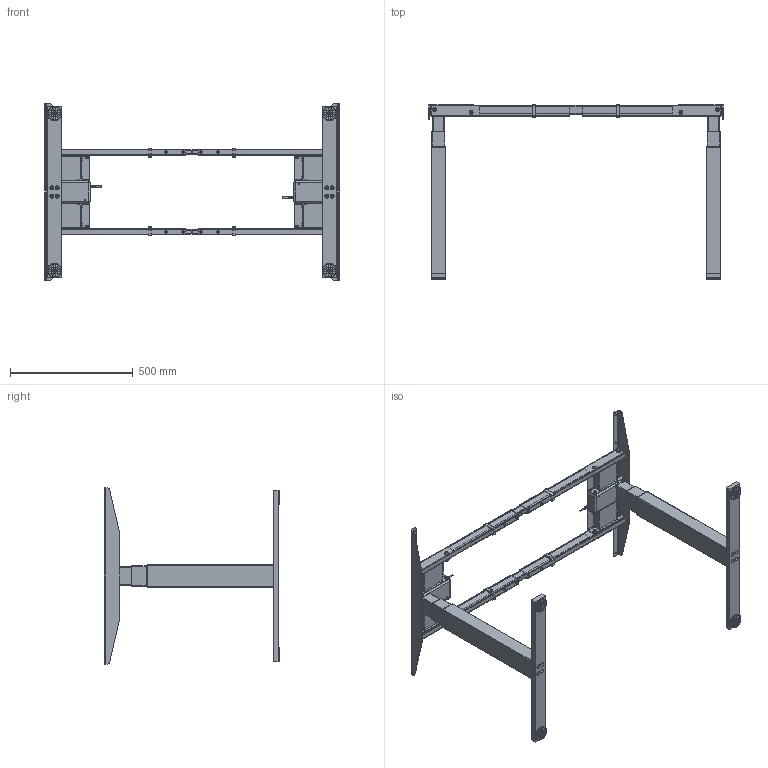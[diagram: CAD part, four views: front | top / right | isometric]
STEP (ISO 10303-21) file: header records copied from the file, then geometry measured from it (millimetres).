
FILE_DESCRIPTION (( 'STEP AP203' ), '1' );
FILE_NAME ('C-2 Konf. 2.0_CL23RKxxxxxxx_Fl115 Std ramrör 45x25, fot 700.STEP', '2019-01-04T06:46:28', ( '' ), ( '' ), 'SwSTEP 2.0', 'SolidWorks 2015', '' );
FILE_SCHEMA (( 'CONFIG_CONTROL_DESIGN' ));
Products named in the file (1): C-2 Konf. 2.0_CL23RKxxxxxxx_Fl115 Std ramrör 45x25, fot 700
Bounding box: 1200 x 716.1 x 720 mm (x, y, z)
Surface area: 2062409.9 mm2 (no closed solid volume)
Topology: 0 solids, 249 shells, 1529 faces, 7344 edges, 5992 vertices
Faces by surface type: plane 633, cylinder 552, cone 196, torus 102, bspline 38, sphere 8
Entity records: 79001 total; most frequent: CARTESIAN_POINT 22922, DIRECTION 11476, ORIENTED_EDGE 9576, EDGE_CURVE 7328, VERTEX_POINT 5992, AXIS2_PLACEMENT_3D 4018, VECTOR 3440, LINE 3440
